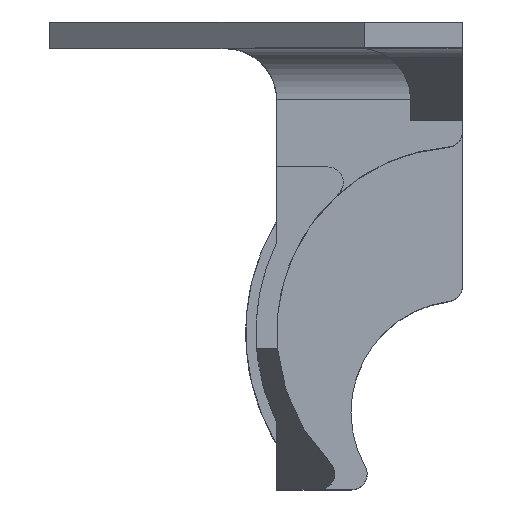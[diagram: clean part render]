
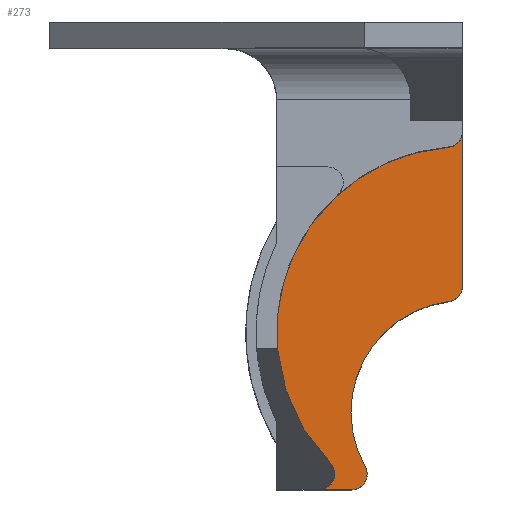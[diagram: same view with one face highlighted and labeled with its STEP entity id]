
A CAD part, top view. The second image highlights one B-rep face of the part: STEP entity #273.
In plain terms, the highlighted planar face has unit normal (0, 0, 1).
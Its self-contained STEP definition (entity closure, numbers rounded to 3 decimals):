
#1 = CARTESIAN_POINT ( 'NONE',  ( -8.583, -53.141, 42.615 ) ) ;
#3 = VERTEX_POINT ( 'NONE', #1066 ) ;
#27 = CARTESIAN_POINT ( 'NONE',  ( -6.4, -51.921, 42.615 ) ) ;
#86 = EDGE_CURVE ( 'NONE', #2235, #1030, #1654, .T. ) ;
#115 = CARTESIAN_POINT ( 'NONE',  ( 9.292, -22.796, 42.615 ) ) ;
#177 = CARTESIAN_POINT ( 'NONE',  ( 9.313, -30.308, 42.615 ) ) ;
#211 = ORIENTED_EDGE ( 'NONE', *, *, #1984, .F. ) ;
#251 = CARTESIAN_POINT ( 'NONE',  ( 6.813, 2.096, 42.615 ) ) ;
#273 = ADVANCED_FACE ( 'NONE', ( #1497 ), #2464, .F. ) ;
#296 = DIRECTION ( 'NONE',  ( -1., 0., 0. ) ) ;
#338 = EDGE_CURVE ( 'NONE', #1260, #1216, #885, .T. ) ;
#408 = VERTEX_POINT ( 'NONE', #1912 ) ;
#410 = DIRECTION ( 'NONE',  ( 0., 0., 1. ) ) ;
#474 = DIRECTION ( 'NONE',  ( -1., 0., 0. ) ) ;
#486 = EDGE_CURVE ( 'NONE', #789, #1311, #1717, .T. ) ;
#520 = DIRECTION ( 'NONE',  ( 0., 0., -1. ) ) ;
#556 = CARTESIAN_POINT ( 'NONE',  ( -8.583, -55.641, 42.615 ) ) ;
#669 = EDGE_CURVE ( 'NONE', #408, #755, #1359, .T. ) ;
#746 = AXIS2_PLACEMENT_3D ( 'NONE', #177, #1805, #1173 ) ;
#755 = VERTEX_POINT ( 'NONE', #1908 ) ;
#789 = VERTEX_POINT ( 'NONE', #1563 ) ;
#799 = ORIENTED_EDGE ( 'NONE', *, *, #1287, .T. ) ;
#885 = LINE ( 'NONE', #115, #1943 ) ;
#901 = CARTESIAN_POINT ( 'NONE',  ( -13.815, -53.141, 42.615 ) ) ;
#910 = DIRECTION ( 'NONE',  ( 0., 0., -1. ) ) ;
#912 = CIRCLE ( 'NONE', #1270, 2.5 ) ;
#959 = AXIS2_PLACEMENT_3D ( 'NONE', #1689, #1269, #474 ) ;
#960 = CARTESIAN_POINT ( 'NONE',  ( 9.292, -22.796, 42.615 ) ) ;
#1030 = VERTEX_POINT ( 'NONE', #1328 ) ;
#1066 = CARTESIAN_POINT ( 'NONE',  ( 7.1, -25.277, 42.615 ) ) ;
#1095 = CARTESIAN_POINT ( 'NONE',  ( 9.313, -43.141, 42.615 ) ) ;
#1107 = DIRECTION ( 'NONE',  ( 0., 0., -1. ) ) ;
#1122 = AXIS2_PLACEMENT_3D ( 'NONE', #901, #1107, #2445 ) ;
#1157 = VECTOR ( 'NONE', #1923, 1000. ) ;
#1173 = DIRECTION ( 'NONE',  ( -1., 0., 0. ) ) ;
#1216 = VERTEX_POINT ( 'NONE', #1613 ) ;
#1250 = DIRECTION ( 'NONE',  ( 0., 0., -1. ) ) ;
#1260 = VERTEX_POINT ( 'NONE', #960 ) ;
#1269 = DIRECTION ( 'NONE',  ( 0., 0., -1. ) ) ;
#1270 = AXIS2_PLACEMENT_3D ( 'NONE', #1, #410, #1416 ) ;
#1287 = EDGE_CURVE ( 'NONE', #1459, #408, #1855, .T. ) ;
#1309 = DIRECTION ( 'NONE',  ( -1., 0., 0. ) ) ;
#1311 = VERTEX_POINT ( 'NONE', #1389 ) ;
#1321 = EDGE_CURVE ( 'NONE', #1311, #2235, #912, .T. ) ;
#1328 = CARTESIAN_POINT ( 'NONE',  ( -8.687, -43.141, 42.615 ) ) ;
#1359 = CIRCLE ( 'NONE', #1122, 2.5 ) ;
#1388 = CIRCLE ( 'NONE', #1633, 2.5 ) ;
#1389 = CARTESIAN_POINT ( 'NONE',  ( -8.583, -55.641, 42.615 ) ) ;
#1416 = DIRECTION ( 'NONE',  ( -1., 0., 0. ) ) ;
#1422 = ORIENTED_EDGE ( 'NONE', *, *, #2303, .T. ) ;
#1426 = DIRECTION ( 'NONE',  ( -1., 0., 0. ) ) ;
#1459 = VERTEX_POINT ( 'NONE', #2070 ) ;
#1473 = ORIENTED_EDGE ( 'NONE', *, *, #2522, .T. ) ;
#1493 = CIRCLE ( 'NONE', #2168, 2.5 ) ;
#1497 = FACE_OUTER_BOUND ( 'NONE', #2196, .T. ) ;
#1498 = DIRECTION ( 'NONE',  ( 0., 0., 1. ) ) ;
#1563 = CARTESIAN_POINT ( 'NONE',  ( -13.815, -55.641, 42.615 ) ) ;
#1613 = CARTESIAN_POINT ( 'NONE',  ( 9.292, 1.776, 42.615 ) ) ;
#1633 = AXIS2_PLACEMENT_3D ( 'NONE', #251, #1250, #1426 ) ;
#1654 = CIRCLE ( 'NONE', #1863, 18. ) ;
#1689 = CARTESIAN_POINT ( 'NONE',  ( 9.313, -43.141, 42.615 ) ) ;
#1704 = DIRECTION ( 'NONE',  ( 0., 1., 0. ) ) ;
#1717 = LINE ( 'NONE', #556, #1157 ) ;
#1805 = DIRECTION ( 'NONE',  ( 0., 0., 1. ) ) ;
#1848 = ORIENTED_EDGE ( 'NONE', *, *, #2363, .T. ) ;
#1855 = CIRCLE ( 'NONE', #746, 30. ) ;
#1863 = AXIS2_PLACEMENT_3D ( 'NONE', #1095, #910, #1880 ) ;
#1868 = CIRCLE ( 'NONE', #2498, 18. ) ;
#1880 = DIRECTION ( 'NONE',  ( -1., 0., 0. ) ) ;
#1889 = CARTESIAN_POINT ( 'NONE',  ( 6.792, -22.796, 42.615 ) ) ;
#1901 = CARTESIAN_POINT ( 'NONE',  ( 9.313, -43.141, 42.615 ) ) ;
#1908 = CARTESIAN_POINT ( 'NONE',  ( -11.315, -53.141, 42.615 ) ) ;
#1912 = CARTESIAN_POINT ( 'NONE',  ( -12.036, -51.384, 42.615 ) ) ;
#1923 = DIRECTION ( 'NONE',  ( 1., 0., 0. ) ) ;
#1943 = VECTOR ( 'NONE', #1704, 1000. ) ;
#1984 = EDGE_CURVE ( 'NONE', #789, #755, #2365, .T. ) ;
#2004 = ORIENTED_EDGE ( 'NONE', *, *, #669, .T. ) ;
#2037 = CARTESIAN_POINT ( 'NONE',  ( -13.815, -53.141, 42.615 ) ) ;
#2070 = CARTESIAN_POINT ( 'NONE',  ( 7.005, -0.396, 42.615 ) ) ;
#2167 = ORIENTED_EDGE ( 'NONE', *, *, #1321, .T. ) ;
#2168 = AXIS2_PLACEMENT_3D ( 'NONE', #1889, #1498, #296 ) ;
#2196 = EDGE_LOOP ( 'NONE', ( #2004, #211, #2336, #2167, #2260, #1848, #1422, #2232, #1473, #799 ) ) ;
#2232 = ORIENTED_EDGE ( 'NONE', *, *, #338, .T. ) ;
#2235 = VERTEX_POINT ( 'NONE', #27 ) ;
#2260 = ORIENTED_EDGE ( 'NONE', *, *, #86, .T. ) ;
#2262 = DIRECTION ( 'NONE',  ( 0., 0., 1. ) ) ;
#2274 = DIRECTION ( 'NONE',  ( -1., 0., 0. ) ) ;
#2288 = AXIS2_PLACEMENT_3D ( 'NONE', #2037, #2262, #2274 ) ;
#2303 = EDGE_CURVE ( 'NONE', #3, #1260, #1493, .T. ) ;
#2336 = ORIENTED_EDGE ( 'NONE', *, *, #486, .T. ) ;
#2363 = EDGE_CURVE ( 'NONE', #1030, #3, #1868, .T. ) ;
#2365 = CIRCLE ( 'NONE', #2288, 2.5 ) ;
#2445 = DIRECTION ( 'NONE',  ( -1., 0., 0. ) ) ;
#2464 = PLANE ( 'NONE',  #959 ) ;
#2498 = AXIS2_PLACEMENT_3D ( 'NONE', #1901, #520, #1309 ) ;
#2522 = EDGE_CURVE ( 'NONE', #1216, #1459, #1388, .T. ) ;
